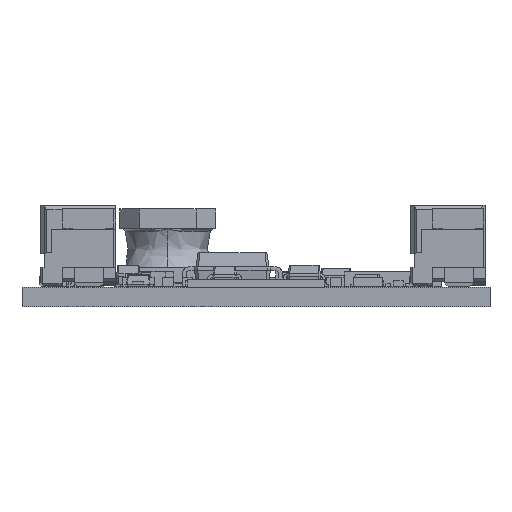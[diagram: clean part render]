
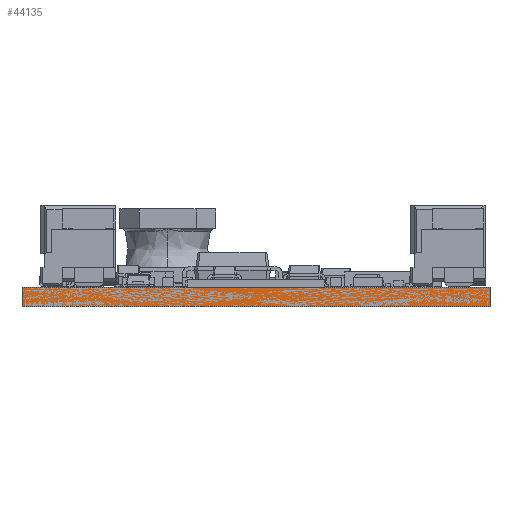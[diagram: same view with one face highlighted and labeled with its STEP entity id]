
A CAD part, left-side view. The second image highlights one B-rep face of the part: STEP entity #44135.
In plain terms, the highlighted face is planar.
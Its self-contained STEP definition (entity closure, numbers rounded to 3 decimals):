
#3909=FACE_OUTER_BOUND('',#6255,.T.);
#6255=EDGE_LOOP('',(#29912,#29913,#29914,#29915));
#8675=LINE('',#63414,#14145);
#8676=LINE('',#63417,#14146);
#8677=LINE('',#63419,#14147);
#8678=LINE('',#63420,#14148);
#14145=VECTOR('',#50638,10.);
#14146=VECTOR('',#50641,10.);
#14147=VECTOR('',#50642,10.);
#14148=VECTOR('',#50643,10.);
#19577=VERTEX_POINT('',#63408);
#19579=VERTEX_POINT('',#63412);
#19580=VERTEX_POINT('',#63416);
#19581=VERTEX_POINT('',#63418);
#23583=EDGE_CURVE('',#19577,#19579,#8675,.T.);
#23584=EDGE_CURVE('',#19577,#19580,#8676,.T.);
#23585=EDGE_CURVE('',#19581,#19579,#8677,.T.);
#23586=EDGE_CURVE('',#19580,#19581,#8678,.T.);
#29912=ORIENTED_EDGE('',*,*,#23584,.F.);
#29913=ORIENTED_EDGE('',*,*,#23583,.T.);
#29914=ORIENTED_EDGE('',*,*,#23585,.F.);
#29915=ORIENTED_EDGE('',*,*,#23586,.F.);
#42179=PLANE('',#46837);
#44135=ADVANCED_FACE('',(#3909),#42179,.T.);
#46837=AXIS2_PLACEMENT_3D('',#63415,#50639,#50640);
#50638=DIRECTION('',(0.,0.,-1.));
#50639=DIRECTION('center_axis',(1.,0.,0.));
#50640=DIRECTION('ref_axis',(0.,-1.,0.));
#50641=DIRECTION('',(0.,1.,0.));
#50642=DIRECTION('',(0.,-1.,0.));
#50643=DIRECTION('',(0.,0.,-1.));
#63408=CARTESIAN_POINT('',(<Length>,0.,0.));
#63412=CARTESIAN_POINT('',(<Length>,0.,-1.));
#63414=CARTESIAN_POINT('',(<Length>,0.,0.));
#63415=CARTESIAN_POINT('Origin',(<Length>,24.,0.));
#63416=CARTESIAN_POINT('',(<Length>,24.,0.));
#63417=CARTESIAN_POINT('',(<Length>,0.,0.));
#63418=CARTESIAN_POINT('',(<Length>,24.,-1.));
#63419=CARTESIAN_POINT('',(<Length>,0.,-1.));
#63420=CARTESIAN_POINT('',(<Length>,24.,0.));
